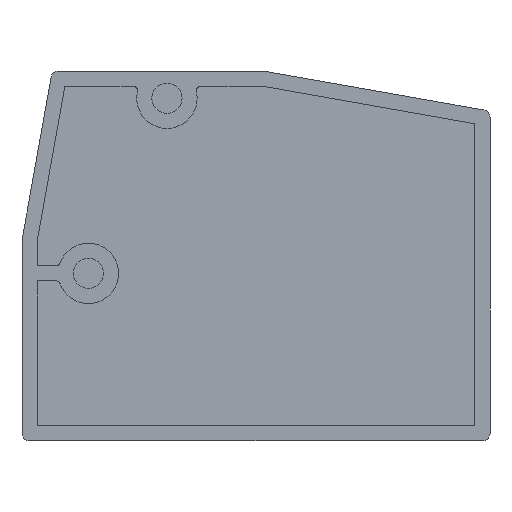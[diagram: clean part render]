
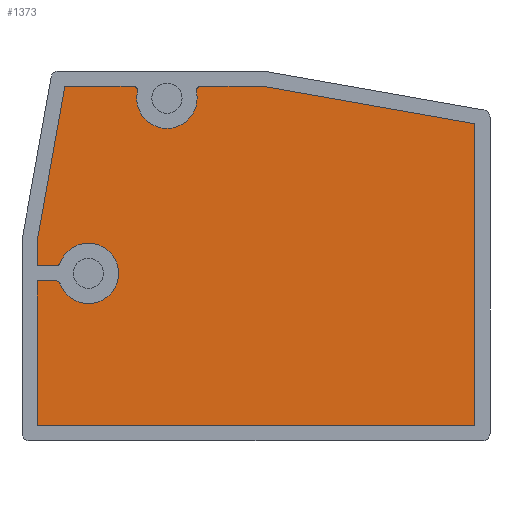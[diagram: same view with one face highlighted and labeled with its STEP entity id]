
A CAD part, left-side view. The second image highlights one B-rep face of the part: STEP entity #1373.
In plain terms, the highlighted planar face has unit normal (-1, 0, 0).
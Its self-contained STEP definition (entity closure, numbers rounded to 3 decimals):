
#738=AXIS2_PLACEMENT_3D('Circle Axis2P3D',#736,#737,$) ;
#762=AXIS2_PLACEMENT_3D('Circle Axis2P3D',#760,#761,$) ;
#786=AXIS2_PLACEMENT_3D('Circle Axis2P3D',#784,#785,$) ;
#810=AXIS2_PLACEMENT_3D('Circle Axis2P3D',#808,#809,$) ;
#973=AXIS2_PLACEMENT_3D('Circle Axis2P3D',#971,#972,$) ;
#997=AXIS2_PLACEMENT_3D('Circle Axis2P3D',#995,#996,$) ;
#1021=AXIS2_PLACEMENT_3D('Circle Axis2P3D',#1019,#1020,$) ;
#1045=AXIS2_PLACEMENT_3D('Circle Axis2P3D',#1043,#1044,$) ;
#1069=AXIS2_PLACEMENT_3D('Circle Axis2P3D',#1067,#1068,$) ;
#1350=AXIS2_PLACEMENT_3D('Plane Axis2P3D',#1347,#1348,#1349) ;
#702=CARTESIAN_POINT('Vertex',(5.25,23.645,23.5)) ;
#709=CARTESIAN_POINT('Vertex',(5.25,28.163,23.5)) ;
#712=CARTESIAN_POINT('Line Origine',(5.25,25.904,23.5)) ;
#733=CARTESIAN_POINT('Vertex',(5.25,23.352,23.135)) ;
#736=CARTESIAN_POINT('Axis2P3D Location',(5.25,23.645,23.2)) ;
#757=CARTESIAN_POINT('Vertex',(5.25,21.4,20.7)) ;
#760=CARTESIAN_POINT('Axis2P3D Location',(5.25,21.4,22.7)) ;
#781=CARTESIAN_POINT('Vertex',(5.25,19.448,23.135)) ;
#784=CARTESIAN_POINT('Axis2P3D Location',(5.25,21.4,22.7)) ;
#805=CARTESIAN_POINT('Vertex',(5.25,19.155,23.5)) ;
#808=CARTESIAN_POINT('Axis2P3D Location',(5.25,19.155,23.2)) ;
#824=CARTESIAN_POINT('Vertex',(5.25,15.088,23.5)) ;
#827=CARTESIAN_POINT('Line Origine',(5.25,17.121,23.5)) ;
#848=CARTESIAN_POINT('Vertex',(5.25,1.,21.011)) ;
#851=CARTESIAN_POINT('Line Origine',(5.25,8.044,22.256)) ;
#872=CARTESIAN_POINT('Vertex',(5.25,1.,1.)) ;
#875=CARTESIAN_POINT('Line Origine',(5.25,1.,11.006)) ;
#896=CARTESIAN_POINT('Vertex',(5.25,30.,1.)) ;
#899=CARTESIAN_POINT('Line Origine',(5.25,15.5,1.)) ;
#920=CARTESIAN_POINT('Vertex',(5.25,30.,10.6)) ;
#923=CARTESIAN_POINT('Line Origine',(5.25,30.,5.8)) ;
#944=CARTESIAN_POINT('Vertex',(5.25,28.756,10.6)) ;
#947=CARTESIAN_POINT('Line Origine',(5.25,29.378,10.6)) ;
#968=CARTESIAN_POINT('Vertex',(5.25,28.475,10.404)) ;
#971=CARTESIAN_POINT('Axis2P3D Location',(5.25,28.756,10.3)) ;
#992=CARTESIAN_POINT('Vertex',(5.25,26.6,9.1)) ;
#995=CARTESIAN_POINT('Axis2P3D Location',(5.25,26.6,11.1)) ;
#1016=CARTESIAN_POINT('Vertex',(5.25,26.6,13.1)) ;
#1019=CARTESIAN_POINT('Axis2P3D Location',(5.25,26.6,11.1)) ;
#1040=CARTESIAN_POINT('Vertex',(5.25,28.475,11.796)) ;
#1043=CARTESIAN_POINT('Axis2P3D Location',(5.25,26.6,11.1)) ;
#1064=CARTESIAN_POINT('Vertex',(5.25,28.756,11.6)) ;
#1067=CARTESIAN_POINT('Axis2P3D Location',(5.25,28.756,11.9)) ;
#1088=CARTESIAN_POINT('Vertex',(5.25,30.,11.6)) ;
#1091=CARTESIAN_POINT('Line Origine',(5.25,29.378,11.6)) ;
#1107=CARTESIAN_POINT('Vertex',(5.25,30.,13.211)) ;
#1110=CARTESIAN_POINT('Line Origine',(5.25,30.,12.406)) ;
#1127=CARTESIAN_POINT('Line Origine',(5.25,29.081,18.356)) ;
#1347=CARTESIAN_POINT('Axis2P3D Location',(5.25,0.,0.)) ;
#713=DIRECTION('Vector Direction',(0.,-1.,0.)) ;
#737=DIRECTION('Axis2P3D Direction',(-1.,0.,0.)) ;
#761=DIRECTION('Axis2P3D Direction',(-1.,0.,0.)) ;
#785=DIRECTION('Axis2P3D Direction',(-1.,0.,0.)) ;
#809=DIRECTION('Axis2P3D Direction',(-1.,0.,0.)) ;
#828=DIRECTION('Vector Direction',(0.,-1.,0.)) ;
#852=DIRECTION('Vector Direction',(0.,-0.985,-0.174)) ;
#876=DIRECTION('Vector Direction',(0.,0.,-1.)) ;
#900=DIRECTION('Vector Direction',(0.,1.,0.)) ;
#924=DIRECTION('Vector Direction',(0.,0.,1.)) ;
#948=DIRECTION('Vector Direction',(0.,-1.,0.)) ;
#972=DIRECTION('Axis2P3D Direction',(-1.,0.,0.)) ;
#996=DIRECTION('Axis2P3D Direction',(-1.,0.,0.)) ;
#1020=DIRECTION('Axis2P3D Direction',(-1.,0.,0.)) ;
#1044=DIRECTION('Axis2P3D Direction',(-1.,0.,0.)) ;
#1068=DIRECTION('Axis2P3D Direction',(-1.,0.,0.)) ;
#1092=DIRECTION('Vector Direction',(0.,1.,0.)) ;
#1111=DIRECTION('Vector Direction',(0.,0.,1.)) ;
#1128=DIRECTION('Vector Direction',(0.,-0.176,0.984)) ;
#1348=DIRECTION('Axis2P3D Direction',(-1.,0.,0.)) ;
#1349=DIRECTION('Axis2P3D XDirection',(0.,0.,1.)) ;
#714=VECTOR('Line Direction',#713,1.) ;
#829=VECTOR('Line Direction',#828,1.) ;
#853=VECTOR('Line Direction',#852,1.) ;
#877=VECTOR('Line Direction',#876,1.) ;
#901=VECTOR('Line Direction',#900,1.) ;
#925=VECTOR('Line Direction',#924,1.) ;
#949=VECTOR('Line Direction',#948,1.) ;
#1093=VECTOR('Line Direction',#1092,1.) ;
#1112=VECTOR('Line Direction',#1111,1.) ;
#1129=VECTOR('Line Direction',#1128,1.) ;
#1353=ORIENTED_EDGE('',*,*,#1114,.T.) ;
#1354=ORIENTED_EDGE('',*,*,#1095,.T.) ;
#1355=ORIENTED_EDGE('',*,*,#1071,.T.) ;
#1356=ORIENTED_EDGE('',*,*,#1047,.T.) ;
#1357=ORIENTED_EDGE('',*,*,#1023,.T.) ;
#1358=ORIENTED_EDGE('',*,*,#999,.T.) ;
#1359=ORIENTED_EDGE('',*,*,#975,.T.) ;
#1360=ORIENTED_EDGE('',*,*,#951,.T.) ;
#1361=ORIENTED_EDGE('',*,*,#927,.T.) ;
#1362=ORIENTED_EDGE('',*,*,#903,.T.) ;
#1363=ORIENTED_EDGE('',*,*,#879,.T.) ;
#1364=ORIENTED_EDGE('',*,*,#855,.T.) ;
#1365=ORIENTED_EDGE('',*,*,#831,.T.) ;
#1366=ORIENTED_EDGE('',*,*,#812,.T.) ;
#1367=ORIENTED_EDGE('',*,*,#788,.T.) ;
#1368=ORIENTED_EDGE('',*,*,#764,.T.) ;
#1369=ORIENTED_EDGE('',*,*,#740,.T.) ;
#1370=ORIENTED_EDGE('',*,*,#716,.T.) ;
#1371=ORIENTED_EDGE('',*,*,#1131,.T.) ;
#1373=ADVANCED_FACE('Hauptkoerper',(#1372),#1351,.T.) ;
#739=CIRCLE('generated circle',#738,0.3) ;
#763=CIRCLE('generated circle',#762,2.) ;
#787=CIRCLE('generated circle',#786,2.) ;
#811=CIRCLE('generated circle',#810,0.3) ;
#974=CIRCLE('generated circle',#973,0.3) ;
#998=CIRCLE('generated circle',#997,2.) ;
#1022=CIRCLE('generated circle',#1021,2.) ;
#1046=CIRCLE('generated circle',#1045,2.) ;
#1070=CIRCLE('generated circle',#1069,0.3) ;
#716=EDGE_CURVE('',#703,#710,#715,.F.) ;
#740=EDGE_CURVE('',#734,#703,#739,.T.) ;
#764=EDGE_CURVE('',#758,#734,#763,.F.) ;
#788=EDGE_CURVE('',#782,#758,#787,.F.) ;
#812=EDGE_CURVE('',#806,#782,#811,.T.) ;
#831=EDGE_CURVE('',#825,#806,#830,.F.) ;
#855=EDGE_CURVE('',#849,#825,#854,.F.) ;
#879=EDGE_CURVE('',#873,#849,#878,.F.) ;
#903=EDGE_CURVE('',#897,#873,#902,.F.) ;
#927=EDGE_CURVE('',#921,#897,#926,.F.) ;
#951=EDGE_CURVE('',#945,#921,#950,.F.) ;
#975=EDGE_CURVE('',#969,#945,#974,.T.) ;
#999=EDGE_CURVE('',#993,#969,#998,.F.) ;
#1023=EDGE_CURVE('',#1017,#993,#1022,.F.) ;
#1047=EDGE_CURVE('',#1041,#1017,#1046,.F.) ;
#1071=EDGE_CURVE('',#1065,#1041,#1070,.T.) ;
#1095=EDGE_CURVE('',#1089,#1065,#1094,.F.) ;
#1114=EDGE_CURVE('',#1108,#1089,#1113,.F.) ;
#1131=EDGE_CURVE('',#710,#1108,#1130,.F.) ;
#1352=EDGE_LOOP('',(#1353,#1354,#1355,#1356,#1357,#1358,#1359,#1360,#1361,#1362,#1363,#1364,#1365,#1366,#1367,#1368,#1369,#1370,#1371)) ;
#1372=FACE_OUTER_BOUND('',#1352,.T.) ;
#715=LINE('Line',#712,#714) ;
#830=LINE('Line',#827,#829) ;
#854=LINE('Line',#851,#853) ;
#878=LINE('Line',#875,#877) ;
#902=LINE('Line',#899,#901) ;
#926=LINE('Line',#923,#925) ;
#950=LINE('Line',#947,#949) ;
#1094=LINE('Line',#1091,#1093) ;
#1113=LINE('Line',#1110,#1112) ;
#1130=LINE('Line',#1127,#1129) ;
#1351=PLANE('',#1350) ;
#703=VERTEX_POINT('',#702) ;
#710=VERTEX_POINT('',#709) ;
#734=VERTEX_POINT('',#733) ;
#758=VERTEX_POINT('',#757) ;
#782=VERTEX_POINT('',#781) ;
#806=VERTEX_POINT('',#805) ;
#825=VERTEX_POINT('',#824) ;
#849=VERTEX_POINT('',#848) ;
#873=VERTEX_POINT('',#872) ;
#897=VERTEX_POINT('',#896) ;
#921=VERTEX_POINT('',#920) ;
#945=VERTEX_POINT('',#944) ;
#969=VERTEX_POINT('',#968) ;
#993=VERTEX_POINT('',#992) ;
#1017=VERTEX_POINT('',#1016) ;
#1041=VERTEX_POINT('',#1040) ;
#1065=VERTEX_POINT('',#1064) ;
#1089=VERTEX_POINT('',#1088) ;
#1108=VERTEX_POINT('',#1107) ;
